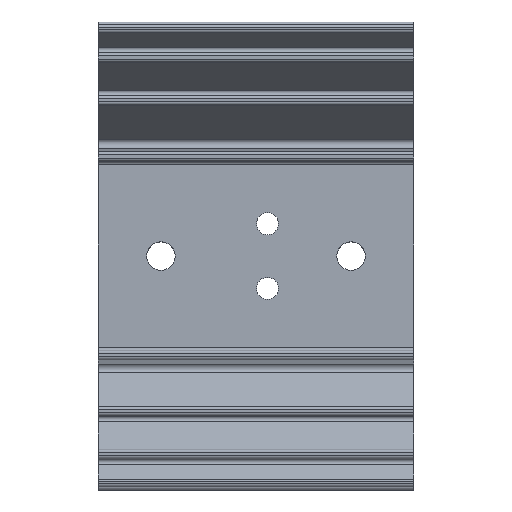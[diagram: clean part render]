
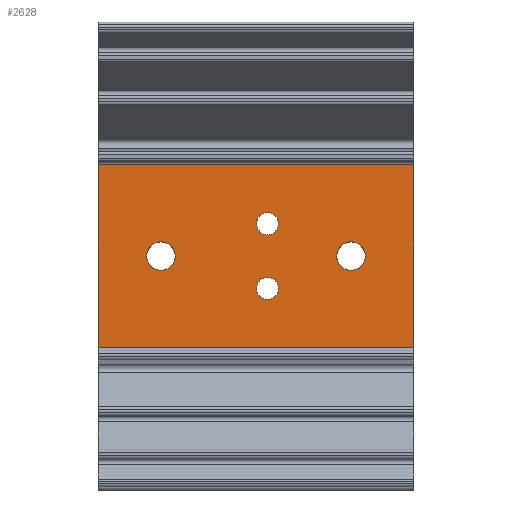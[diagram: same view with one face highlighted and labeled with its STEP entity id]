
A CAD part, top view. The second image highlights one B-rep face of the part: STEP entity #2628.
In plain terms, the highlighted planar face has unit normal (0, 0, 1).
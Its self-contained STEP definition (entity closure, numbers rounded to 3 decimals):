
#32 = LINE ( 'NONE', #2534, #2782 ) ;
#65 = DIRECTION ( 'NONE',  ( -1., 0., 0. ) ) ;
#70 = DIRECTION ( 'NONE',  ( 0., 0., -1. ) ) ;
#121 = DIRECTION ( 'NONE',  ( 0., 0., -1. ) ) ;
#174 = DIRECTION ( 'NONE',  ( 0., 0., -1. ) ) ;
#213 = DIRECTION ( 'NONE',  ( 0., -1., 0. ) ) ;
#236 = VERTEX_POINT ( 'NONE', #994 ) ;
#311 = ORIENTED_EDGE ( 'NONE', *, *, #3424, .T. ) ;
#338 = EDGE_CURVE ( 'NONE', #2991, #534, #2522, .T. ) ;
#343 = EDGE_LOOP ( 'NONE', ( #2639, #1440 ) ) ;
#403 = CARTESIAN_POINT ( 'NONE',  ( 1.825, 5.128, 0. ) ) ;
#426 = VERTEX_POINT ( 'NONE', #1117 ) ;
#440 = AXIS2_PLACEMENT_3D ( 'NONE', #2614, #70, #957 ) ;
#534 = VERTEX_POINT ( 'NONE', #2538 ) ;
#554 = CARTESIAN_POINT ( 'NONE',  ( -15.075, 0., 0. ) ) ;
#633 = VECTOR ( 'NONE', #213, 1000. ) ;
#649 = EDGE_CURVE ( 'NONE', #2368, #868, #2228, .T. ) ;
#656 = CARTESIAN_POINT ( 'NONE',  ( 0., 14.5, 0. ) ) ;
#697 = CIRCLE ( 'NONE', #2977, 1.75 ) ;
#698 = CARTESIAN_POINT ( 'NONE',  ( -15.075, 0., 0. ) ) ;
#729 = CARTESIAN_POINT ( 'NONE',  ( 1.825, -5.128, 0. ) ) ;
#752 = EDGE_LOOP ( 'NONE', ( #1477, #3055 ) ) ;
#797 = AXIS2_PLACEMENT_3D ( 'NONE', #554, #1392, #2266 ) ;
#817 = PLANE ( 'NONE',  #859 ) ;
#821 = VECTOR ( 'NONE', #950, 1000. ) ;
#837 = CARTESIAN_POINT ( 'NONE',  ( 15.075, 2.25, 0. ) ) ;
#859 = AXIS2_PLACEMENT_3D ( 'NONE', #2154, #3594, #3304 ) ;
#864 = LINE ( 'NONE', #935, #2486 ) ;
#868 = VERTEX_POINT ( 'NONE', #837 ) ;
#929 = CARTESIAN_POINT ( 'NONE',  ( 15.075, 0., 0. ) ) ;
#935 = CARTESIAN_POINT ( 'NONE',  ( 0., -14.5, 0. ) ) ;
#950 = DIRECTION ( 'NONE',  ( -1., 0., 0. ) ) ;
#957 = DIRECTION ( 'NONE',  ( 1., 0., 0. ) ) ;
#960 = CIRCLE ( 'NONE', #797, 2.25 ) ;
#994 = CARTESIAN_POINT ( 'NONE',  ( 25., -14.5, 0. ) ) ;
#1074 = FACE_BOUND ( 'NONE', #343, .T. ) ;
#1117 = CARTESIAN_POINT ( 'NONE',  ( -25., -14.5, 0. ) ) ;
#1135 = ORIENTED_EDGE ( 'NONE', *, *, #2111, .F. ) ;
#1166 = AXIS2_PLACEMENT_3D ( 'NONE', #2922, #2041, #1564 ) ;
#1199 = CIRCLE ( 'NONE', #3190, 2.25 ) ;
#1245 = CARTESIAN_POINT ( 'NONE',  ( 1.825, -6.877, 0. ) ) ;
#1277 = CARTESIAN_POINT ( 'NONE',  ( 25., 14.5, 0. ) ) ;
#1314 = EDGE_CURVE ( 'NONE', #1720, #2175, #960, .T. ) ;
#1355 = ORIENTED_EDGE ( 'NONE', *, *, #2984, .T. ) ;
#1392 = DIRECTION ( 'NONE',  ( 0., 0., -1. ) ) ;
#1407 = VERTEX_POINT ( 'NONE', #2083 ) ;
#1440 = ORIENTED_EDGE ( 'NONE', *, *, #338, .T. ) ;
#1449 = EDGE_CURVE ( 'NONE', #868, #2368, #1199, .T. ) ;
#1462 = DIRECTION ( 'NONE',  ( 0., -1., 0. ) ) ;
#1477 = ORIENTED_EDGE ( 'NONE', *, *, #1314, .T. ) ;
#1524 = DIRECTION ( 'NONE',  ( 0., 0., -1. ) ) ;
#1564 = DIRECTION ( 'NONE',  ( 1., 0., 0. ) ) ;
#1591 = DIRECTION ( 'NONE',  ( 0., 0., -1. ) ) ;
#1610 = CARTESIAN_POINT ( 'NONE',  ( -25., 14.5, 0. ) ) ;
#1621 = CIRCLE ( 'NONE', #3383, 2.25 ) ;
#1665 = VERTEX_POINT ( 'NONE', #1277 ) ;
#1667 = EDGE_LOOP ( 'NONE', ( #1355, #311 ) ) ;
#1676 = CIRCLE ( 'NONE', #3441, 1.75 ) ;
#1720 = VERTEX_POINT ( 'NONE', #3604 ) ;
#1735 = DIRECTION ( 'NONE',  ( 1., 0., 0. ) ) ;
#1800 = ORIENTED_EDGE ( 'NONE', *, *, #3004, .T. ) ;
#1812 = DIRECTION ( 'NONE',  ( 1., 0., 0. ) ) ;
#1851 = LINE ( 'NONE', #3299, #633 ) ;
#1863 = DIRECTION ( 'NONE',  ( 1., 0., 0. ) ) ;
#1924 = CARTESIAN_POINT ( 'NONE',  ( 1.825, -5.128, 0. ) ) ;
#2041 = DIRECTION ( 'NONE',  ( 0., 0., -1. ) ) ;
#2044 = CARTESIAN_POINT ( 'NONE',  ( 1.825, 3.377, 0. ) ) ;
#2083 = CARTESIAN_POINT ( 'NONE',  ( 1.825, 6.877, 0. ) ) ;
#2111 = EDGE_CURVE ( 'NONE', #236, #426, #864, .T. ) ;
#2154 = CARTESIAN_POINT ( 'NONE',  ( 0., -15., 0. ) ) ;
#2175 = VERTEX_POINT ( 'NONE', #2870 ) ;
#2226 = AXIS2_PLACEMENT_3D ( 'NONE', #729, #174, #1863 ) ;
#2228 = CIRCLE ( 'NONE', #440, 2.25 ) ;
#2266 = DIRECTION ( 'NONE',  ( 1., 0., 0. ) ) ;
#2368 = VERTEX_POINT ( 'NONE', #3448 ) ;
#2451 = EDGE_CURVE ( 'NONE', #1665, #236, #32, .T. ) ;
#2460 = ORIENTED_EDGE ( 'NONE', *, *, #1449, .T. ) ;
#2470 = EDGE_LOOP ( 'NONE', ( #3030, #2460 ) ) ;
#2486 = VECTOR ( 'NONE', #65, 1000. ) ;
#2522 = CIRCLE ( 'NONE', #2226, 1.75 ) ;
#2534 = CARTESIAN_POINT ( 'NONE',  ( 25., 0., 0. ) ) ;
#2538 = CARTESIAN_POINT ( 'NONE',  ( 1.825, -3.377, 0. ) ) ;
#2614 = CARTESIAN_POINT ( 'NONE',  ( 15.075, 0., 0. ) ) ;
#2623 = DIRECTION ( 'NONE',  ( 0., 0., -1. ) ) ;
#2628 = ADVANCED_FACE ( 'NONE', ( #3082, #2708, #1074, #3011, #3032 ), #817, .F. ) ;
#2639 = ORIENTED_EDGE ( 'NONE', *, *, #2750, .T. ) ;
#2676 = CIRCLE ( 'NONE', #1166, 1.75 ) ;
#2708 = FACE_BOUND ( 'NONE', #1667, .T. ) ;
#2749 = ORIENTED_EDGE ( 'NONE', *, *, #3092, .T. ) ;
#2750 = EDGE_CURVE ( 'NONE', #534, #2991, #697, .T. ) ;
#2763 = VERTEX_POINT ( 'NONE', #1610 ) ;
#2782 = VECTOR ( 'NONE', #1462, 1000. ) ;
#2870 = CARTESIAN_POINT ( 'NONE',  ( -15.075, 2.25, 0. ) ) ;
#2922 = CARTESIAN_POINT ( 'NONE',  ( 1.825, 5.128, 0. ) ) ;
#2925 = DIRECTION ( 'NONE',  ( 1., 0., 0. ) ) ;
#2958 = EDGE_CURVE ( 'NONE', #2175, #1720, #1621, .T. ) ;
#2971 = VERTEX_POINT ( 'NONE', #2044 ) ;
#2977 = AXIS2_PLACEMENT_3D ( 'NONE', #1924, #1591, #3064 ) ;
#2984 = EDGE_CURVE ( 'NONE', #2971, #1407, #1676, .T. ) ;
#2991 = VERTEX_POINT ( 'NONE', #1245 ) ;
#3004 = EDGE_CURVE ( 'NONE', #1665, #2763, #3495, .T. ) ;
#3011 = FACE_BOUND ( 'NONE', #2470, .T. ) ;
#3030 = ORIENTED_EDGE ( 'NONE', *, *, #649, .T. ) ;
#3032 = FACE_BOUND ( 'NONE', #752, .T. ) ;
#3055 = ORIENTED_EDGE ( 'NONE', *, *, #2958, .T. ) ;
#3064 = DIRECTION ( 'NONE',  ( 1., 0., 0. ) ) ;
#3082 = FACE_OUTER_BOUND ( 'NONE', #3572, .T. ) ;
#3092 = EDGE_CURVE ( 'NONE', #2763, #426, #1851, .T. ) ;
#3190 = AXIS2_PLACEMENT_3D ( 'NONE', #929, #1524, #1735 ) ;
#3299 = CARTESIAN_POINT ( 'NONE',  ( -25., 0., 0. ) ) ;
#3304 = DIRECTION ( 'NONE',  ( 0., -1., 0. ) ) ;
#3362 = ORIENTED_EDGE ( 'NONE', *, *, #2451, .F. ) ;
#3383 = AXIS2_PLACEMENT_3D ( 'NONE', #698, #2623, #2925 ) ;
#3424 = EDGE_CURVE ( 'NONE', #1407, #2971, #2676, .T. ) ;
#3441 = AXIS2_PLACEMENT_3D ( 'NONE', #403, #121, #1812 ) ;
#3448 = CARTESIAN_POINT ( 'NONE',  ( 15.075, -2.25, 0. ) ) ;
#3495 = LINE ( 'NONE', #656, #821 ) ;
#3572 = EDGE_LOOP ( 'NONE', ( #1135, #3362, #1800, #2749 ) ) ;
#3594 = DIRECTION ( 'NONE',  ( 0., 0., -1. ) ) ;
#3604 = CARTESIAN_POINT ( 'NONE',  ( -15.075, -2.25, 0. ) ) ;
